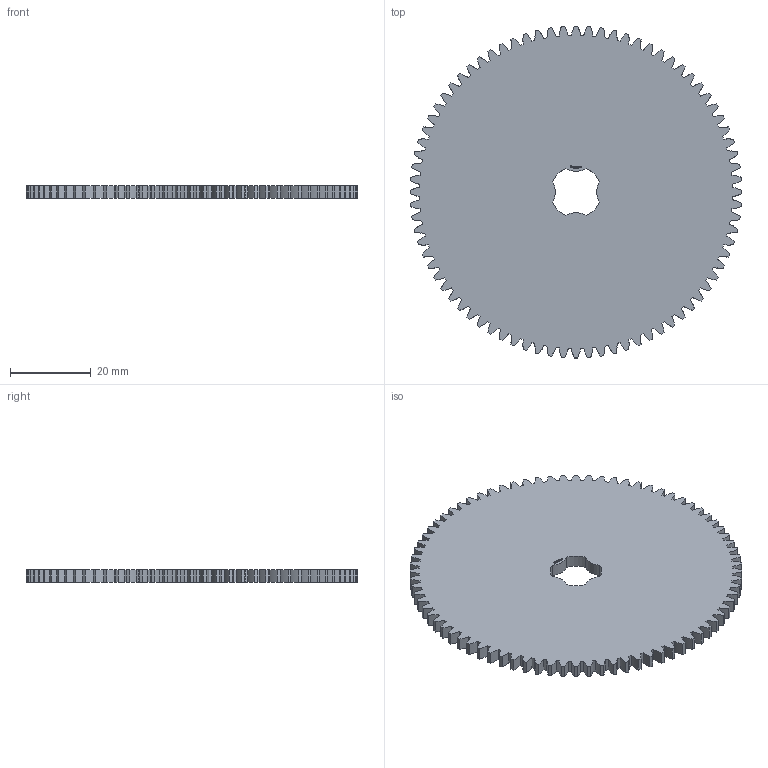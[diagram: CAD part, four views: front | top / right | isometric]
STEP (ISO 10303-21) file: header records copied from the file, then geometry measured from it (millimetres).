
FILE_DESCRIPTION(('FreeCAD Model'),'2;1');
FILE_NAME('Open CASCADE Shape Model','2024-03-10T23:37:22',(''),(''), 'Open CASCADE STEP processor 7.6','FreeCAD','Unknown');
FILE_SCHEMA(('AUTOMOTIVE_DESIGN { 1 0 10303 214 1 1 1 1 }'));
Products named in the file (1): Gear Wheel PLN TTH80 BU00.25 SFT-SHD - SPN-GWH-0297 (stemfie.org)
Bounding box: 82 x 82 x 3.12 mm (x, y, z)
Volume: 15309 mm3; surface area: 11507.7 mm2
Topology: 1 solids, 1 shells, 787 faces, 2265 edges, 1510 vertices
Faces by surface type: extrusion 462, plane 317, cylinder 8
Entity records: 75572 total; most frequent: CARTESIAN_POINT 28123, DIRECTION 6077, VECTOR 5377, LINE 4915, ORIENTED_EDGE 4530, PCURVE 4530, DEFINITIONAL_REPRESENTATION 4530, B_SPLINE_CURVE_WITH_KNOTS 2310
